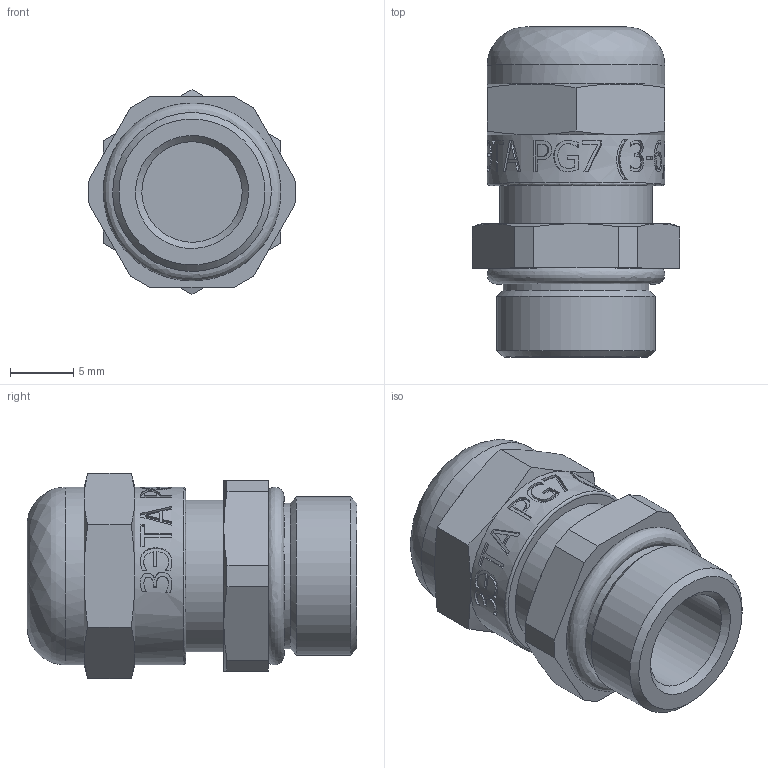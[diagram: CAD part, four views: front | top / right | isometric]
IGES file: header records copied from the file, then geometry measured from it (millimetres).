
Global section: file name: 1 КВ-PG7 (3-6,5мм); native system: Autodesk Inventor 2015; preprocessor: unknown; author: zeta-23; date: 20161011.205616; units: millimetre
Bounding box: 16.32 x 26 x 16.17 mm (x, y, z)
Volume: 3450.2 mm3; surface area: 1767.5 mm2
Topology: 1 solids, 1 shells, 305 faces, 838 edges, 558 vertices
Faces by surface type: bspline 305
